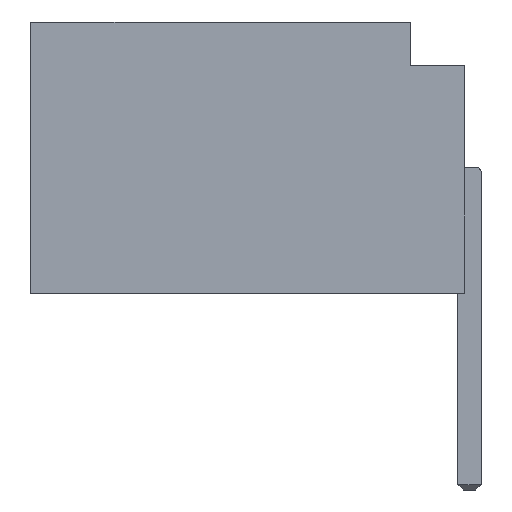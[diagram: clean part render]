
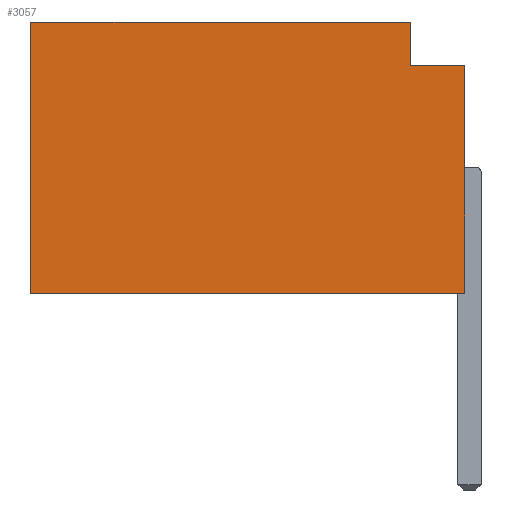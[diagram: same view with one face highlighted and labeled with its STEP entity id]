
A CAD part, left-side view. The second image highlights one B-rep face of the part: STEP entity #3057.
In plain terms, the highlighted planar face has unit normal (-1, 0, 0).
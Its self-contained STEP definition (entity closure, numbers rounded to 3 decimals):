
#167 = CARTESIAN_POINT ( 'NONE',  ( 0., 1., -0.8 ) ) ;
#295 = ORIENTED_EDGE ( 'NONE', *, *, #1010, .T. ) ;
#319 = EDGE_CURVE ( 'NONE', #4714, #2407, #4917, .T. ) ;
#552 = DIRECTION ( 'NONE',  ( 0., -1., 0. ) ) ;
#651 = PLANE ( 'NONE',  #4135 ) ;
#685 = VERTEX_POINT ( 'NONE', #1550 ) ;
#784 = EDGE_CURVE ( 'NONE', #2232, #685, #1930, .T. ) ;
#993 = ORIENTED_EDGE ( 'NONE', *, *, #784, .F. ) ;
#1010 = EDGE_CURVE ( 'NONE', #1131, #3367, #4759, .T. ) ;
#1011 = CARTESIAN_POINT ( 'NONE',  ( 0., 8., -5. ) ) ;
#1079 = DIRECTION ( 'NONE',  ( 0., 1., 0. ) ) ;
#1131 = VERTEX_POINT ( 'NONE', #167 ) ;
#1346 = CARTESIAN_POINT ( 'NONE',  ( 0., 8., 0. ) ) ;
#1474 = VECTOR ( 'NONE', #1599, 1000. ) ;
#1550 = CARTESIAN_POINT ( 'NONE',  ( 0., 8., 0. ) ) ;
#1596 = VECTOR ( 'NONE', #2222, 1000. ) ;
#1598 = VECTOR ( 'NONE', #3050, 1000. ) ;
#1599 = DIRECTION ( 'NONE',  ( 0., 0., 1. ) ) ;
#1627 = CARTESIAN_POINT ( 'NONE',  ( 0., 0., 0. ) ) ;
#1930 = LINE ( 'NONE', #3678, #1474 ) ;
#2051 = LINE ( 'NONE', #1346, #1596 ) ;
#2113 = ORIENTED_EDGE ( 'NONE', *, *, #4690, .F. ) ;
#2140 = CARTESIAN_POINT ( 'NONE',  ( 0., 0., -0.8 ) ) ;
#2222 = DIRECTION ( 'NONE',  ( 0., -1., 0. ) ) ;
#2232 = VERTEX_POINT ( 'NONE', #5436 ) ;
#2289 = VECTOR ( 'NONE', #4979, 1000. ) ;
#2304 = DIRECTION ( 'NONE',  ( 1., 0., 0. ) ) ;
#2407 = VERTEX_POINT ( 'NONE', #2140 ) ;
#2731 = VECTOR ( 'NONE', #1079, 1000. ) ;
#2773 = CARTESIAN_POINT ( 'NONE',  ( 0., 8., 0. ) ) ;
#2972 = CARTESIAN_POINT ( 'NONE',  ( 0., 1., 0. ) ) ;
#2992 = ORIENTED_EDGE ( 'NONE', *, *, #4148, .T. ) ;
#3006 = VECTOR ( 'NONE', #552, 1000. ) ;
#3050 = DIRECTION ( 'NONE',  ( 0., 0., 1. ) ) ;
#3057 = ADVANCED_FACE ( 'NONE', ( #4381 ), #651, .F. ) ;
#3367 = VERTEX_POINT ( 'NONE', #2972 ) ;
#3466 = LINE ( 'NONE', #1011, #3006 ) ;
#3540 = CARTESIAN_POINT ( 'NONE',  ( 0., 0., -0.8 ) ) ;
#3678 = CARTESIAN_POINT ( 'NONE',  ( 0., 8., 0. ) ) ;
#3942 = CARTESIAN_POINT ( 'NONE',  ( 0., 0., -5. ) ) ;
#3987 = DIRECTION ( 'NONE',  ( 0., 0., -1. ) ) ;
#4050 = ORIENTED_EDGE ( 'NONE', *, *, #319, .T. ) ;
#4135 = AXIS2_PLACEMENT_3D ( 'NONE', #2773, #2304, #3987 ) ;
#4148 = EDGE_CURVE ( 'NONE', #2232, #4714, #3466, .T. ) ;
#4357 = CARTESIAN_POINT ( 'NONE',  ( 0., 1., 0. ) ) ;
#4381 = FACE_OUTER_BOUND ( 'NONE', #4617, .T. ) ;
#4437 = ORIENTED_EDGE ( 'NONE', *, *, #5015, .T. ) ;
#4520 = LINE ( 'NONE', #3540, #2731 ) ;
#4617 = EDGE_LOOP ( 'NONE', ( #4437, #295, #2113, #993, #2992, #4050 ) ) ;
#4690 = EDGE_CURVE ( 'NONE', #685, #3367, #2051, .T. ) ;
#4714 = VERTEX_POINT ( 'NONE', #3942 ) ;
#4759 = LINE ( 'NONE', #4357, #1598 ) ;
#4917 = LINE ( 'NONE', #1627, #2289 ) ;
#4979 = DIRECTION ( 'NONE',  ( 0., 0., 1. ) ) ;
#5015 = EDGE_CURVE ( 'NONE', #2407, #1131, #4520, .T. ) ;
#5436 = CARTESIAN_POINT ( 'NONE',  ( 0., 8., -5. ) ) ;
